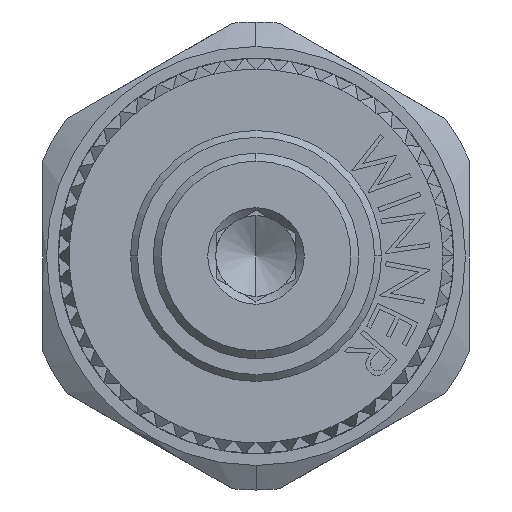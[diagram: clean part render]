
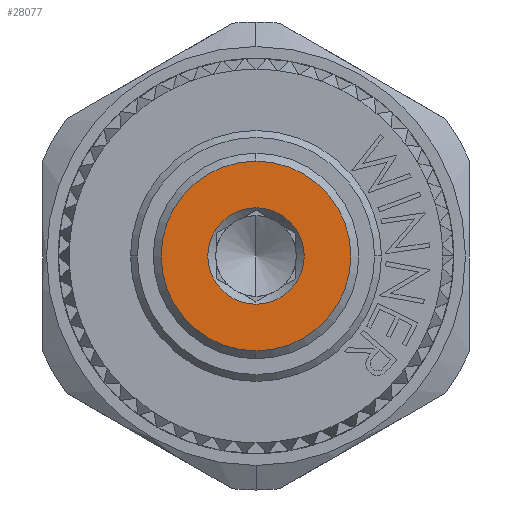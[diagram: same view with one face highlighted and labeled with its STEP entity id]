
A CAD part, left-side view. The second image highlights one B-rep face of the part: STEP entity #28077.
In plain terms, the highlighted planar face has unit normal (-1, 0, 0).
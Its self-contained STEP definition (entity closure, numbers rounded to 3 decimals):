
#509 = VERTEX_POINT ( 'NONE', #36169 ) ;
#803 = EDGE_LOOP ( 'NONE', ( #5050, #2548 ) ) ;
#2216 = VERTEX_POINT ( 'NONE', #16400 ) ;
#2533 = PLANE ( 'NONE',  #22542 ) ;
#2548 = ORIENTED_EDGE ( 'NONE', *, *, #6298, .T. ) ;
#5050 = ORIENTED_EDGE ( 'NONE', *, *, #13558, .T. ) ;
#5473 = VERTEX_POINT ( 'NONE', #17177 ) ;
#5719 = EDGE_CURVE ( 'NONE', #26449, #509, #36332, .T. ) ;
#6298 = EDGE_CURVE ( 'NONE', #2216, #5473, #17278, .T. ) ;
#7536 = FACE_OUTER_BOUND ( 'NONE', #12765, .T. ) ;
#7871 = CARTESIAN_POINT ( 'NONE',  ( -122.14, 0., -6. ) ) ;
#10556 = AXIS2_PLACEMENT_3D ( 'NONE', #18957, #27939, #31181 ) ;
#12765 = EDGE_LOOP ( 'NONE', ( #37737, #27731 ) ) ;
#13108 = CARTESIAN_POINT ( 'NONE',  ( -122.14, 0., 0. ) ) ;
#13558 = EDGE_CURVE ( 'NONE', #5473, #2216, #20328, .T. ) ;
#13669 = DIRECTION ( 'NONE',  ( 0., 0., -1. ) ) ;
#15219 = CARTESIAN_POINT ( 'NONE',  ( -122.14, 6.5, 0. ) ) ;
#16400 = CARTESIAN_POINT ( 'NONE',  ( -122.14, 0., -3.05 ) ) ;
#17170 = EDGE_CURVE ( 'NONE', #509, #26449, #35247, .T. ) ;
#17177 = CARTESIAN_POINT ( 'NONE',  ( -122.14, 0., 3.05 ) ) ;
#17278 = CIRCLE ( 'NONE', #27118, 3.05 ) ;
#18117 = DIRECTION ( 'NONE',  ( 1., 0., 0. ) ) ;
#18859 = FACE_BOUND ( 'NONE', #803, .T. ) ;
#18957 = CARTESIAN_POINT ( 'NONE',  ( -122.14, 0., 0. ) ) ;
#20328 = CIRCLE ( 'NONE', #27066, 3.05 ) ;
#20455 = CARTESIAN_POINT ( 'NONE',  ( -122.14, 0., 0. ) ) ;
#22542 = AXIS2_PLACEMENT_3D ( 'NONE', #15219, #18117, #36787 ) ;
#25995 = DIRECTION ( 'NONE',  ( 1., 0., 0. ) ) ;
#26252 = CARTESIAN_POINT ( 'NONE',  ( -122.14, 0., 0. ) ) ;
#26449 = VERTEX_POINT ( 'NONE', #7871 ) ;
#27066 = AXIS2_PLACEMENT_3D ( 'NONE', #20455, #39377, #38971 ) ;
#27118 = AXIS2_PLACEMENT_3D ( 'NONE', #13108, #25995, #32222 ) ;
#27731 = ORIENTED_EDGE ( 'NONE', *, *, #17170, .T. ) ;
#27939 = DIRECTION ( 'NONE',  ( -1., 0., 0. ) ) ;
#28077 = ADVANCED_FACE ( 'NONE', ( #18859, #7536 ), #2533, .F. ) ;
#29362 = DIRECTION ( 'NONE',  ( -1., 0., 0. ) ) ;
#31181 = DIRECTION ( 'NONE',  ( 0., 0., -1. ) ) ;
#32222 = DIRECTION ( 'NONE',  ( 0., 0., -1. ) ) ;
#34450 = AXIS2_PLACEMENT_3D ( 'NONE', #26252, #29362, #13669 ) ;
#35247 = CIRCLE ( 'NONE', #34450, 6. ) ;
#36169 = CARTESIAN_POINT ( 'NONE',  ( -122.14, 0., 6. ) ) ;
#36332 = CIRCLE ( 'NONE', #10556, 6. ) ;
#36787 = DIRECTION ( 'NONE',  ( 0., 0., -1. ) ) ;
#37737 = ORIENTED_EDGE ( 'NONE', *, *, #5719, .T. ) ;
#38971 = DIRECTION ( 'NONE',  ( 0., 0., -1. ) ) ;
#39377 = DIRECTION ( 'NONE',  ( 1., 0., 0. ) ) ;
